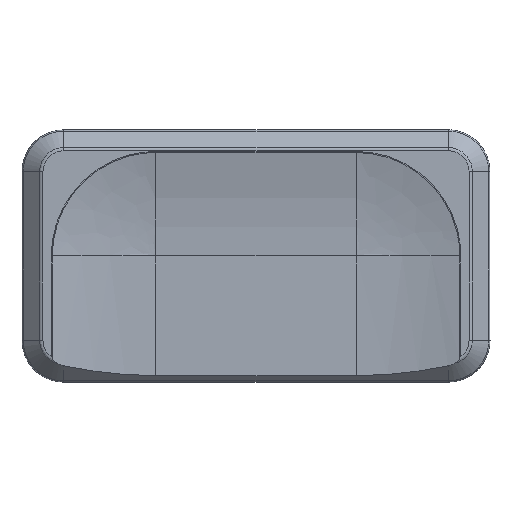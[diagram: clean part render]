
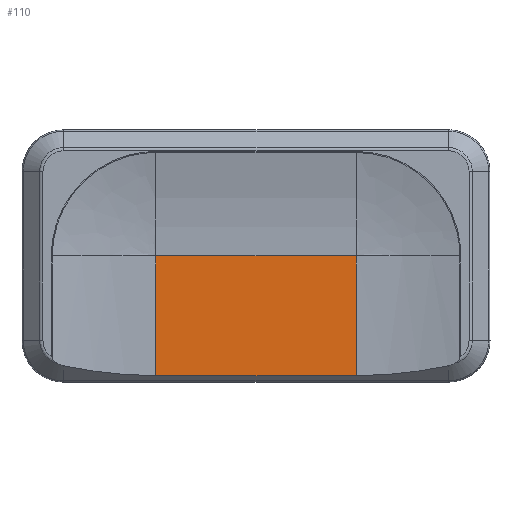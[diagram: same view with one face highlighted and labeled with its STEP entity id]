
A CAD part, top view. The second image highlights one B-rep face of the part: STEP entity #110.
In plain terms, the highlighted planar face has unit normal (0, 0, 1).
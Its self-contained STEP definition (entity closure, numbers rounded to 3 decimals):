
#110=ADVANCED_FACE('',(#203),#1364,.T.);
#203=FACE_OUTER_BOUND('',#299,.T.);
#299=EDGE_LOOP('',(#720,#721,#722,#723));
#720=ORIENTED_EDGE('',*,*,#933,.F.);
#721=ORIENTED_EDGE('',*,*,#929,.T.);
#722=ORIENTED_EDGE('',*,*,#932,.T.);
#723=ORIENTED_EDGE('',*,*,#913,.F.);
#913=EDGE_CURVE('',#1271,#1269,#1138,.T.);
#929=EDGE_CURVE('',#1257,#1252,#1144,.T.);
#932=EDGE_CURVE('',#1252,#1269,#1055,.T.);
#933=EDGE_CURVE('',#1257,#1271,#1146,.T.);
#1055=(
BOUNDED_CURVE()
B_SPLINE_CURVE(1,(#2769,#2770),.UNSPECIFIED.,.F.,.F.)
B_SPLINE_CURVE_WITH_KNOTS((2,2),(0.,7.85),.UNSPECIFIED.)
CURVE()
GEOMETRIC_REPRESENTATION_ITEM()
RATIONAL_B_SPLINE_CURVE((1.,1.))
REPRESENTATION_ITEM('')
);
#1138=B_SPLINE_CURVE_WITH_KNOTS('',1,(#2708,#2709),.UNSPECIFIED.,.F.,.F.,
(2,2),(-6.581,6.581),.UNSPECIFIED.);
#1144=B_SPLINE_CURVE_WITH_KNOTS('',1,(#2761,#2762),.UNSPECIFIED.,.F.,.F.,
(2,2),(-1.,0.),.UNSPECIFIED.);
#1146=B_SPLINE_CURVE_WITH_KNOTS('',1,(#2771,#2772),.UNSPECIFIED.,.F.,.F.,
(2,2),(0.,7.85),.UNSPECIFIED.);
#1252=VERTEX_POINT('',#2017);
#1257=VERTEX_POINT('',#2022);
#1269=VERTEX_POINT('',#2034);
#1271=VERTEX_POINT('',#2036);
#1364=PLANE('',#1436);
#1436=AXIS2_PLACEMENT_3D('',#1912,#1491,$);
#1491=DIRECTION('',(0.,0.,1.));
#1912=CARTESIAN_POINT('',(3.573,-98.647,8.624));
#2017=CARTESIAN_POINT('',(-9.589,-98.647,8.624));
#2022=CARTESIAN_POINT('',(3.573,-98.647,8.624));
#2034=CARTESIAN_POINT('',(-9.589,-106.497,8.624));
#2036=CARTESIAN_POINT('',(3.573,-106.497,8.624));
#2708=CARTESIAN_POINT('',(3.573,-106.497,8.624));
#2709=CARTESIAN_POINT('',(-9.589,-106.497,8.624));
#2761=CARTESIAN_POINT('',(3.573,-98.647,8.624));
#2762=CARTESIAN_POINT('',(-9.589,-98.647,8.624));
#2769=CARTESIAN_POINT('',(-9.589,-98.647,8.624));
#2770=CARTESIAN_POINT('',(-9.589,-106.497,8.624));
#2771=CARTESIAN_POINT('',(3.573,-98.647,8.624));
#2772=CARTESIAN_POINT('',(3.573,-106.497,8.624));
